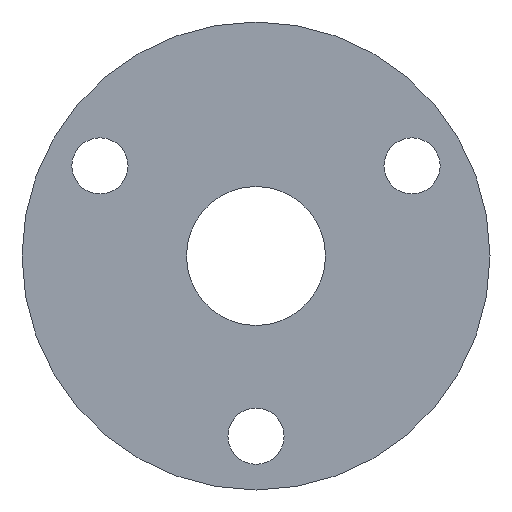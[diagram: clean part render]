
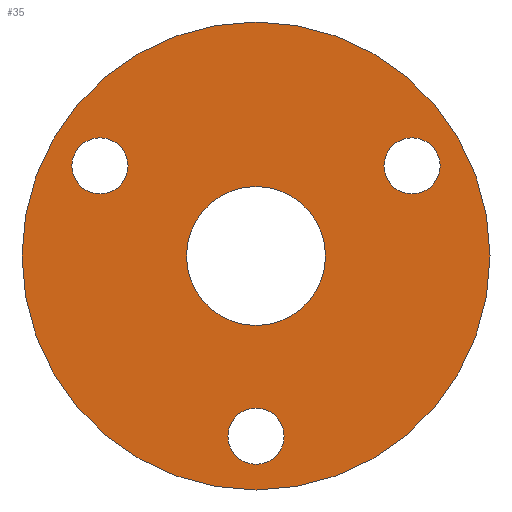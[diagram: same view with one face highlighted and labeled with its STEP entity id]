
A CAD part, front view. The second image highlights one B-rep face of the part: STEP entity #35.
In plain terms, the highlighted planar face has unit normal (0, -1, 0).
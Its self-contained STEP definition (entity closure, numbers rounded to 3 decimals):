
#16 = FACE_OUTER_BOUND ( 'NONE', #222, .T. ) ;
#21 = CARTESIAN_POINT ( 'NONE',  ( 0., 0., -38.5 ) ) ;
#22 = CIRCLE ( 'NONE', #398, 14.85 ) ;
#35 = ADVANCED_FACE ( 'NONE', ( #345, #16, #445, #444, #204 ), #353, .F. ) ;
#55 = ORIENTED_EDGE ( 'NONE', *, *, #448, .T. ) ;
#56 = AXIS2_PLACEMENT_3D ( 'NONE', #548, #371, #131 ) ;
#58 = DIRECTION ( 'NONE',  ( 0., 1., 0. ) ) ;
#60 = VERTEX_POINT ( 'NONE', #300 ) ;
#62 = ORIENTED_EDGE ( 'NONE', *, *, #394, .T. ) ;
#64 = AXIS2_PLACEMENT_3D ( 'NONE', #203, #58, #234 ) ;
#67 = CARTESIAN_POINT ( 'NONE',  ( 0., 0., -50. ) ) ;
#71 = EDGE_CURVE ( 'NONE', #114, #591, #216, .T. ) ;
#75 = CARTESIAN_POINT ( 'NONE',  ( 33.342, 0., 25.25 ) ) ;
#76 = VERTEX_POINT ( 'NONE', #573 ) ;
#77 = DIRECTION ( 'NONE',  ( 0., 0., 1. ) ) ;
#80 = AXIS2_PLACEMENT_3D ( 'NONE', #534, #494, #253 ) ;
#91 = CIRCLE ( 'NONE', #132, 6. ) ;
#103 = CARTESIAN_POINT ( 'NONE',  ( 0., 0., 50. ) ) ;
#105 = VERTEX_POINT ( 'NONE', #67 ) ;
#114 = VERTEX_POINT ( 'NONE', #155 ) ;
#116 = DIRECTION ( 'NONE',  ( 0., 1., 0. ) ) ;
#120 = DIRECTION ( 'NONE',  ( 0., 1., 0. ) ) ;
#127 = CARTESIAN_POINT ( 'NONE',  ( 0., 0., 14.85 ) ) ;
#131 = DIRECTION ( 'NONE',  ( 0., 0., 1. ) ) ;
#132 = AXIS2_PLACEMENT_3D ( 'NONE', #574, #380, #557 ) ;
#136 = CARTESIAN_POINT ( 'NONE',  ( 0., 0., 0. ) ) ;
#155 = CARTESIAN_POINT ( 'NONE',  ( -33.342, 0., 13.25 ) ) ;
#157 = CARTESIAN_POINT ( 'NONE',  ( -33.342, 0., 19.25 ) ) ;
#167 = CARTESIAN_POINT ( 'NONE',  ( 0., 0., 0. ) ) ;
#178 = CIRCLE ( 'NONE', #259, 50. ) ;
#188 = EDGE_CURVE ( 'NONE', #466, #334, #319, .T. ) ;
#192 = CIRCLE ( 'NONE', #217, 50. ) ;
#194 = ORIENTED_EDGE ( 'NONE', *, *, #188, .T. ) ;
#202 = DIRECTION ( 'NONE',  ( 0., 0., 1. ) ) ;
#203 = CARTESIAN_POINT ( 'NONE',  ( 0., 0., -38.5 ) ) ;
#204 = FACE_BOUND ( 'NONE', #469, .T. ) ;
#207 = CIRCLE ( 'NONE', #64, 6. ) ;
#211 = DIRECTION ( 'NONE',  ( 0., 1., 0. ) ) ;
#212 = CARTESIAN_POINT ( 'NONE',  ( -33.342, 0., 25.25 ) ) ;
#214 = EDGE_CURVE ( 'NONE', #60, #447, #22, .T. ) ;
#216 = CIRCLE ( 'NONE', #249, 6. ) ;
#217 = AXIS2_PLACEMENT_3D ( 'NONE', #267, #120, #455 ) ;
#222 = EDGE_LOOP ( 'NONE', ( #226, #470 ) ) ;
#226 = ORIENTED_EDGE ( 'NONE', *, *, #246, .F. ) ;
#230 = VERTEX_POINT ( 'NONE', #458 ) ;
#234 = DIRECTION ( 'NONE',  ( 0., 0., 1. ) ) ;
#236 = EDGE_LOOP ( 'NONE', ( #62, #55 ) ) ;
#246 = EDGE_CURVE ( 'NONE', #105, #386, #178, .T. ) ;
#249 = AXIS2_PLACEMENT_3D ( 'NONE', #157, #261, #202 ) ;
#253 = DIRECTION ( 'NONE',  ( 0., 0., 1. ) ) ;
#259 = AXIS2_PLACEMENT_3D ( 'NONE', #167, #537, #309 ) ;
#261 = DIRECTION ( 'NONE',  ( 0., 1., 0. ) ) ;
#267 = CARTESIAN_POINT ( 'NONE',  ( 0., 0., 0. ) ) ;
#270 = AXIS2_PLACEMENT_3D ( 'NONE', #535, #116, #306 ) ;
#300 = CARTESIAN_POINT ( 'NONE',  ( 0., 0., -14.85 ) ) ;
#306 = DIRECTION ( 'NONE',  ( 0., 0., 1. ) ) ;
#309 = DIRECTION ( 'NONE',  ( 0., 0., 1. ) ) ;
#319 = CIRCLE ( 'NONE', #56, 6. ) ;
#332 = ORIENTED_EDGE ( 'NONE', *, *, #71, .T. ) ;
#334 = VERTEX_POINT ( 'NONE', #411 ) ;
#339 = EDGE_CURVE ( 'NONE', #591, #114, #91, .T. ) ;
#345 = FACE_BOUND ( 'NONE', #440, .T. ) ;
#352 = DIRECTION ( 'NONE',  ( 0., 1., 0. ) ) ;
#353 = PLANE ( 'NONE',  #80 ) ;
#371 = DIRECTION ( 'NONE',  ( 0., 1., 0. ) ) ;
#380 = DIRECTION ( 'NONE',  ( 0., 1., 0. ) ) ;
#382 = CIRCLE ( 'NONE', #587, 6. ) ;
#386 = VERTEX_POINT ( 'NONE', #103 ) ;
#394 = EDGE_CURVE ( 'NONE', #76, #230, #207, .T. ) ;
#398 = AXIS2_PLACEMENT_3D ( 'NONE', #136, #211, #77 ) ;
#402 = DIRECTION ( 'NONE',  ( 0., 1., 0. ) ) ;
#409 = ORIENTED_EDGE ( 'NONE', *, *, #521, .T. ) ;
#411 = CARTESIAN_POINT ( 'NONE',  ( 33.342, 0., 13.25 ) ) ;
#414 = ORIENTED_EDGE ( 'NONE', *, *, #339, .T. ) ;
#437 = EDGE_LOOP ( 'NONE', ( #409, #194 ) ) ;
#440 = EDGE_LOOP ( 'NONE', ( #559, #525 ) ) ;
#443 = CIRCLE ( 'NONE', #551, 6. ) ;
#444 = FACE_BOUND ( 'NONE', #236, .T. ) ;
#445 = FACE_BOUND ( 'NONE', #437, .T. ) ;
#447 = VERTEX_POINT ( 'NONE', #127 ) ;
#448 = EDGE_CURVE ( 'NONE', #230, #76, #443, .T. ) ;
#455 = DIRECTION ( 'NONE',  ( 0., 0., 1. ) ) ;
#458 = CARTESIAN_POINT ( 'NONE',  ( 0., 0., -32.5 ) ) ;
#462 = CIRCLE ( 'NONE', #270, 14.85 ) ;
#466 = VERTEX_POINT ( 'NONE', #75 ) ;
#469 = EDGE_LOOP ( 'NONE', ( #332, #414 ) ) ;
#470 = ORIENTED_EDGE ( 'NONE', *, *, #491, .F. ) ;
#491 = EDGE_CURVE ( 'NONE', #386, #105, #192, .T. ) ;
#494 = DIRECTION ( 'NONE',  ( 0., 1., 0. ) ) ;
#521 = EDGE_CURVE ( 'NONE', #334, #466, #382, .T. ) ;
#525 = ORIENTED_EDGE ( 'NONE', *, *, #578, .T. ) ;
#534 = CARTESIAN_POINT ( 'NONE',  ( 0., 0., 0. ) ) ;
#535 = CARTESIAN_POINT ( 'NONE',  ( 0., 0., 0. ) ) ;
#537 = DIRECTION ( 'NONE',  ( 0., 1., 0. ) ) ;
#545 = CARTESIAN_POINT ( 'NONE',  ( 33.342, 0., 19.25 ) ) ;
#548 = CARTESIAN_POINT ( 'NONE',  ( 33.342, 0., 19.25 ) ) ;
#551 = AXIS2_PLACEMENT_3D ( 'NONE', #21, #402, #579 ) ;
#557 = DIRECTION ( 'NONE',  ( 0., 0., 1. ) ) ;
#559 = ORIENTED_EDGE ( 'NONE', *, *, #214, .T. ) ;
#573 = CARTESIAN_POINT ( 'NONE',  ( 0., 0., -44.5 ) ) ;
#574 = CARTESIAN_POINT ( 'NONE',  ( -33.342, 0., 19.25 ) ) ;
#578 = EDGE_CURVE ( 'NONE', #447, #60, #462, .T. ) ;
#579 = DIRECTION ( 'NONE',  ( 0., 0., 1. ) ) ;
#587 = AXIS2_PLACEMENT_3D ( 'NONE', #545, #352, #590 ) ;
#590 = DIRECTION ( 'NONE',  ( 0., 0., 1. ) ) ;
#591 = VERTEX_POINT ( 'NONE', #212 ) ;
